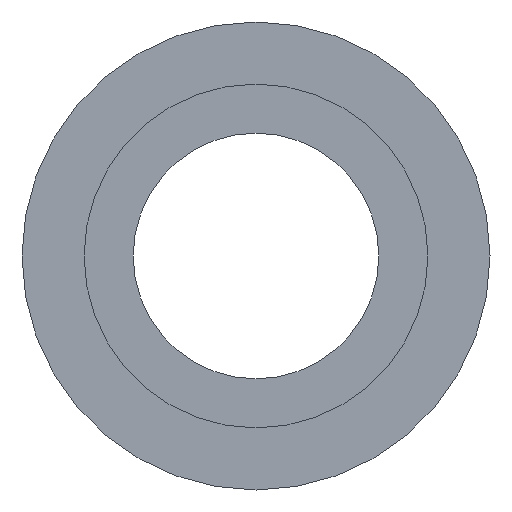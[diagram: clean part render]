
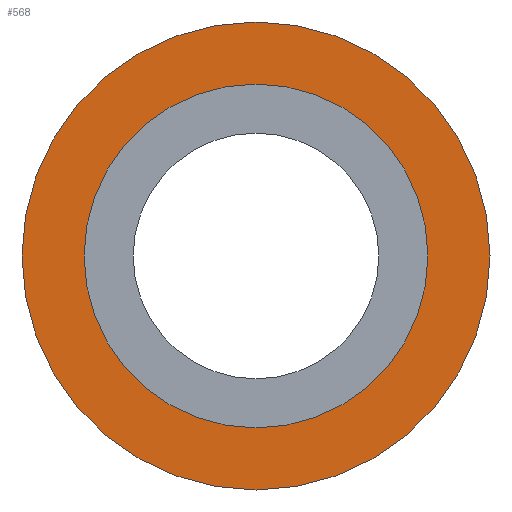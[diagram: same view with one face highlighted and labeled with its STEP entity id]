
A CAD part, front view. The second image highlights one B-rep face of the part: STEP entity #568.
In plain terms, the highlighted planar face has unit normal (0, -1, 0).
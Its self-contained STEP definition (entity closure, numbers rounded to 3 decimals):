
#33 = CARTESIAN_POINT ( 'NONE',  ( 0., 0., -7. ) ) ;
#41 = DIRECTION ( 'NONE',  ( 0., 1., 0. ) ) ;
#42 = ORIENTED_EDGE ( 'NONE', *, *, #214, .F. ) ;
#66 = AXIS2_PLACEMENT_3D ( 'NONE', #185, #41, #411 ) ;
#82 = DIRECTION ( 'NONE',  ( 0., 1., 0. ) ) ;
#87 = AXIS2_PLACEMENT_3D ( 'NONE', #376, #269, #573 ) ;
#149 = VERTEX_POINT ( 'NONE', #318 ) ;
#159 = EDGE_CURVE ( 'NONE', #149, #215, #461, .T. ) ;
#185 = CARTESIAN_POINT ( 'NONE',  ( 0., 0., 0. ) ) ;
#188 = AXIS2_PLACEMENT_3D ( 'NONE', #584, #243, #390 ) ;
#190 = AXIS2_PLACEMENT_3D ( 'NONE', #374, #82, #323 ) ;
#196 = ORIENTED_EDGE ( 'NONE', *, *, #159, .T. ) ;
#200 = CARTESIAN_POINT ( 'NONE',  ( 0., 0., 9.525 ) ) ;
#214 = EDGE_CURVE ( 'NONE', #292, #546, #530, .T. ) ;
#215 = VERTEX_POINT ( 'NONE', #33 ) ;
#243 = DIRECTION ( 'NONE',  ( 0., 1., 0. ) ) ;
#258 = ORIENTED_EDGE ( 'NONE', *, *, #270, .T. ) ;
#269 = DIRECTION ( 'NONE',  ( 0., 1., 0. ) ) ;
#270 = EDGE_CURVE ( 'NONE', #215, #149, #337, .T. ) ;
#292 = VERTEX_POINT ( 'NONE', #572 ) ;
#312 = ORIENTED_EDGE ( 'NONE', *, *, #444, .F. ) ;
#318 = CARTESIAN_POINT ( 'NONE',  ( 0., 0., 7. ) ) ;
#320 = PLANE ( 'NONE',  #87 ) ;
#323 = DIRECTION ( 'NONE',  ( 0., 0., 1. ) ) ;
#337 = CIRCLE ( 'NONE', #66, 7. ) ;
#360 = CARTESIAN_POINT ( 'NONE',  ( 0., 0., 0. ) ) ;
#374 = CARTESIAN_POINT ( 'NONE',  ( 0., 0., 0. ) ) ;
#376 = CARTESIAN_POINT ( 'NONE',  ( 7., 0., 0. ) ) ;
#390 = DIRECTION ( 'NONE',  ( 0., 0., 1. ) ) ;
#405 = DIRECTION ( 'NONE',  ( 0., 0., 1. ) ) ;
#411 = DIRECTION ( 'NONE',  ( 0., 0., 1. ) ) ;
#439 = CIRCLE ( 'NONE', #188, 9.525 ) ;
#444 = EDGE_CURVE ( 'NONE', #546, #292, #439, .T. ) ;
#461 = CIRCLE ( 'NONE', #517, 7. ) ;
#474 = EDGE_LOOP ( 'NONE', ( #312, #42 ) ) ;
#506 = DIRECTION ( 'NONE',  ( 0., 1., 0. ) ) ;
#513 = EDGE_LOOP ( 'NONE', ( #196, #258 ) ) ;
#517 = AXIS2_PLACEMENT_3D ( 'NONE', #360, #506, #405 ) ;
#530 = CIRCLE ( 'NONE', #190, 9.525 ) ;
#546 = VERTEX_POINT ( 'NONE', #200 ) ;
#551 = FACE_BOUND ( 'NONE', #513, .T. ) ;
#568 = ADVANCED_FACE ( 'NONE', ( #596, #551 ), #320, .F. ) ;
#572 = CARTESIAN_POINT ( 'NONE',  ( 0., 0., -9.525 ) ) ;
#573 = DIRECTION ( 'NONE',  ( 0., 0., 1. ) ) ;
#584 = CARTESIAN_POINT ( 'NONE',  ( 0., 0., 0. ) ) ;
#596 = FACE_OUTER_BOUND ( 'NONE', #474, .T. ) ;
